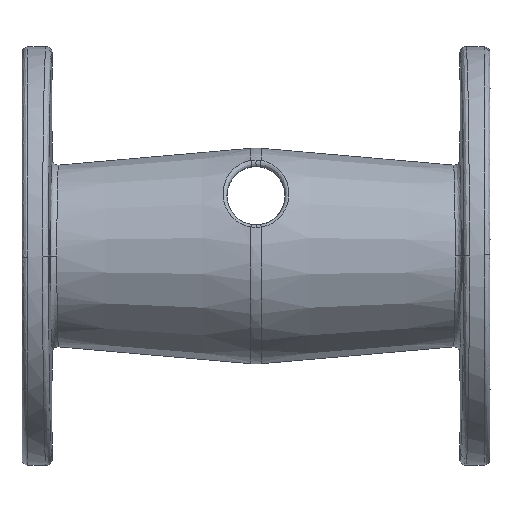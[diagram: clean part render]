
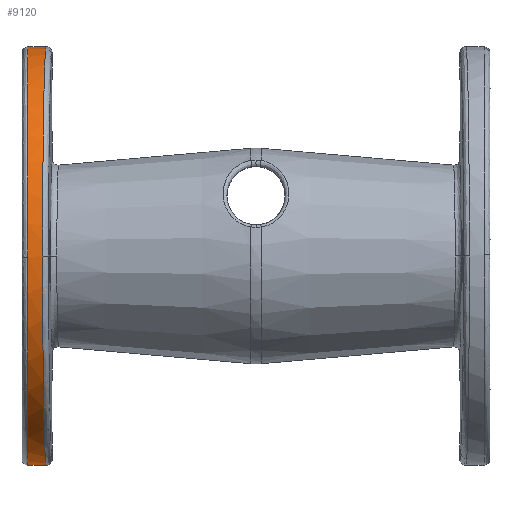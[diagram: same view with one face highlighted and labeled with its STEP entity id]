
A CAD part, front view. The second image highlights one B-rep face of the part: STEP entity #9120.
In plain terms, the highlighted cylindrical face has radius 17.653 mm (diameter 35.306 mm), a partial arc.
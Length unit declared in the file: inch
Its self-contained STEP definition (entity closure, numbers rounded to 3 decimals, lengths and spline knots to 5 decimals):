
#1416 = VERTEX_POINT ( 'NONE', #2003 ) ;
#1417 = VERTEX_POINT ( 'NONE', #1468 ) ;
#1443 = VERTEX_POINT ( 'NONE', #1469 ) ;
#1468 = CARTESIAN_POINT ( 'NONE',  ( -0.70898, -0.695, 0. ) ) ;
#1469 = CARTESIAN_POINT ( 'NONE',  ( -0.69719, 0., -0.695 ) ) ;
#1509 = VERTEX_POINT ( 'NONE', #1736 ) ;
#1613 = CARTESIAN_POINT ( 'NONE',  ( -0.69719, 0., 0.695 ) ) ;
#1639 = VERTEX_POINT ( 'NONE', #1695 ) ;
#1695 = CARTESIAN_POINT ( 'NONE',  ( -0.75781, 0., 0.695 ) ) ;
#1736 = CARTESIAN_POINT ( 'NONE',  ( -0.75781, -0.69499, -0.00385 ) ) ;
#1957 = VERTEX_POINT ( 'NONE', #1613 ) ;
#2003 = CARTESIAN_POINT ( 'NONE',  ( -0.75781, 0., -0.695 ) ) ;
#2593 = AXIS2_PLACEMENT_3D ( 'NONE', #8112, #8111, #8110 ) ;
#2721 = EDGE_CURVE ( 'NONE', #1509, #1416, #4946, .T. ) ;
#2776 = EDGE_CURVE ( 'NONE', #1957, #1639, #4889, .T. ) ;
#2792 = EDGE_CURVE ( 'NONE', #1443, #1416, #4860, .T. ) ;
#2812 = EDGE_CURVE ( 'NONE', #1639, #1509, #4847, .T. ) ;
#2819 = EDGE_CURVE ( 'NONE', #1957, #1417, #9060, .T. ) ;
#2821 = EDGE_CURVE ( 'NONE', #1417, #1443, #9065, .T. ) ;
#3325 = CARTESIAN_POINT ( 'NONE',  ( -0.7775, 0., 0. ) ) ;
#3326 = DIRECTION ( 'NONE',  ( -1., 0., 0. ) ) ;
#3332 = DIRECTION ( 'NONE',  ( 0., 0., 1. ) ) ;
#4649 = CYLINDRICAL_SURFACE ( 'NONE', #5081, 0.695 ) ;
#4656 = FACE_OUTER_BOUND ( 'NONE', #6471, .T. ) ;
#4847 = CIRCLE ( 'NONE', #5101, 0.695 ) ;
#4860 = LINE ( 'NONE', #8999, #4865 ) ;
#4865 = VECTOR ( 'NONE', #9004, 39.37008 ) ;
#4889 = LINE ( 'NONE', #8767, #4891 ) ;
#4891 = VECTOR ( 'NONE', #7936, 39.37008 ) ;
#4946 = CIRCLE ( 'NONE', #2593, 0.695 ) ;
#5081 = AXIS2_PLACEMENT_3D ( 'NONE', #3325, #3326, #3332 ) ;
#5101 = AXIS2_PLACEMENT_3D ( 'NONE', #5708, #5701, #5692 ) ;
#5243 = CARTESIAN_POINT ( 'NONE',  ( -0.69719, 0., -0.695 ) ) ;
#5256 = CARTESIAN_POINT ( 'NONE',  ( -0.69817, -0.05771, -0.695 ) ) ;
#5259 = CARTESIAN_POINT ( 'NONE',  ( -0.69912, -0.11385, -0.68779 ) ) ;
#5261 = CARTESIAN_POINT ( 'NONE',  ( -0.70092, -0.21996, -0.66154 ) ) ;
#5262 = CARTESIAN_POINT ( 'NONE',  ( -0.70177, -0.26994, -0.64251 ) ) ;
#5269 = CARTESIAN_POINT ( 'NONE',  ( -0.70333, -0.36186, -0.5956 ) ) ;
#5280 = CARTESIAN_POINT ( 'NONE',  ( -0.70405, -0.40381, -0.56773 ) ) ;
#5284 = CARTESIAN_POINT ( 'NONE',  ( -0.70532, -0.47882, -0.50608 ) ) ;
#5285 = CARTESIAN_POINT ( 'NONE',  ( -0.70588, -0.51188, -0.47231 ) ) ;
#5298 = CARTESIAN_POINT ( 'NONE',  ( -0.70685, -0.56908, -0.40156 ) ) ;
#5299 = CARTESIAN_POINT ( 'NONE',  ( -0.70726, -0.59322, -0.36458 ) ) ;
#5303 = CARTESIAN_POINT ( 'NONE',  ( -0.70793, -0.63316, -0.28971 ) ) ;
#5305 = CARTESIAN_POINT ( 'NONE',  ( -0.7082, -0.64897, -0.25181 ) ) ;
#5307 = CARTESIAN_POINT ( 'NONE',  ( -0.70861, -0.67326, -0.1769 ) ) ;
#5312 = CARTESIAN_POINT ( 'NONE',  ( -0.70875, -0.68175, -0.13988 ) ) ;
#5317 = CARTESIAN_POINT ( 'NONE',  ( -0.70894, -0.69261, -0.06807 ) ) ;
#5321 = CARTESIAN_POINT ( 'NONE',  ( -0.70898, -0.695, -0.03326 ) ) ;
#5358 = CARTESIAN_POINT ( 'NONE',  ( -0.70898, -0.695, 0. ) ) ;
#5359 = CARTESIAN_POINT ( 'NONE',  ( -0.70898, -0.695, 0. ) ) ;
#5360 = CARTESIAN_POINT ( 'NONE',  ( -0.70898, -0.695, 0.03326 ) ) ;
#5366 = CARTESIAN_POINT ( 'NONE',  ( -0.70894, -0.69261, 0.06807 ) ) ;
#5372 = CARTESIAN_POINT ( 'NONE',  ( -0.70875, -0.68175, 0.13988 ) ) ;
#5375 = CARTESIAN_POINT ( 'NONE',  ( -0.70861, -0.67326, 0.1769 ) ) ;
#5379 = CARTESIAN_POINT ( 'NONE',  ( -0.7082, -0.64898, 0.25181 ) ) ;
#5386 = CARTESIAN_POINT ( 'NONE',  ( -0.70793, -0.63316, 0.2897 ) ) ;
#5405 = CARTESIAN_POINT ( 'NONE',  ( -0.70726, -0.59322, 0.36458 ) ) ;
#5410 = CARTESIAN_POINT ( 'NONE',  ( -0.70685, -0.56908, 0.40155 ) ) ;
#5414 = CARTESIAN_POINT ( 'NONE',  ( -0.70588, -0.51188, 0.4723 ) ) ;
#5421 = CARTESIAN_POINT ( 'NONE',  ( -0.70532, -0.47882, 0.50608 ) ) ;
#5427 = CARTESIAN_POINT ( 'NONE',  ( -0.70405, -0.40381, 0.56773 ) ) ;
#5432 = CARTESIAN_POINT ( 'NONE',  ( -0.70333, -0.36186, 0.5956 ) ) ;
#5437 = CARTESIAN_POINT ( 'NONE',  ( -0.70177, -0.26994, 0.64251 ) ) ;
#5442 = CARTESIAN_POINT ( 'NONE',  ( -0.70092, -0.21996, 0.66154 ) ) ;
#5449 = CARTESIAN_POINT ( 'NONE',  ( -0.69912, -0.11385, 0.68779 ) ) ;
#5451 = CARTESIAN_POINT ( 'NONE',  ( -0.69817, -0.05771, 0.695 ) ) ;
#5520 = CARTESIAN_POINT ( 'NONE',  ( -0.69719, 0., 0.695 ) ) ;
#5692 = DIRECTION ( 'NONE',  ( 0., 0., 1. ) ) ;
#5701 = DIRECTION ( 'NONE',  ( 1., 0., 0. ) ) ;
#5708 = CARTESIAN_POINT ( 'NONE',  ( -0.75781, 0., 0. ) ) ;
#6471 = EDGE_LOOP ( 'NONE', ( #6647, #6648, #6649, #6650, #6651, #6652 ) ) ;
#6647 = ORIENTED_EDGE ( 'NONE', *, *, #2792, .F. ) ;
#6648 = ORIENTED_EDGE ( 'NONE', *, *, #2821, .F. ) ;
#6649 = ORIENTED_EDGE ( 'NONE', *, *, #2819, .F. ) ;
#6650 = ORIENTED_EDGE ( 'NONE', *, *, #2776, .T. ) ;
#6651 = ORIENTED_EDGE ( 'NONE', *, *, #2812, .T. ) ;
#6652 = ORIENTED_EDGE ( 'NONE', *, *, #2721, .T. ) ;
#7936 = DIRECTION ( 'NONE',  ( -1., 0., 0. ) ) ;
#8110 = DIRECTION ( 'NONE',  ( 0., 0., 1. ) ) ;
#8111 = DIRECTION ( 'NONE',  ( 1., 0., 0. ) ) ;
#8112 = CARTESIAN_POINT ( 'NONE',  ( -0.75781, 0., 0. ) ) ;
#8767 = CARTESIAN_POINT ( 'NONE',  ( -0.7775, 0., 0.695 ) ) ;
#8999 = CARTESIAN_POINT ( 'NONE',  ( -0.7775, 0., -0.695 ) ) ;
#9004 = DIRECTION ( 'NONE',  ( -1., 0., 0. ) ) ;
#9060 = B_SPLINE_CURVE_WITH_KNOTS ( 'NONE', 3,
 ( #5520, #5451, #5449, #5442, #5437, #5432, #5427, #5421, #5414, #5410, #5405, #5386, #5379, #5375, #5372, #5366, #5360, #5359 ),
 .UNSPECIFIED., .F., .F.,
 ( 4, 2, 2, 2, 2, 2, 2, 2, 4 ),
 ( 0., 0.125, 0.25, 0.375, 0.5, 0.625, 0.75, 0.875, 1. ),
 .UNSPECIFIED. ) ;
#9065 = B_SPLINE_CURVE_WITH_KNOTS ( 'NONE', 3,
 ( #5358, #5321, #5317, #5312, #5307, #5305, #5303, #5299, #5298, #5285, #5284, #5280, #5269, #5262, #5261, #5259, #5256, #5243 ),
 .UNSPECIFIED., .F., .F.,
 ( 4, 2, 2, 2, 2, 2, 2, 2, 4 ),
 ( 0., 0.125, 0.25, 0.375, 0.5, 0.625, 0.75, 0.875, 1. ),
 .UNSPECIFIED. ) ;
#9120 = ADVANCED_FACE ( 'NONE', ( #4656 ), #4649, .T. ) ;
